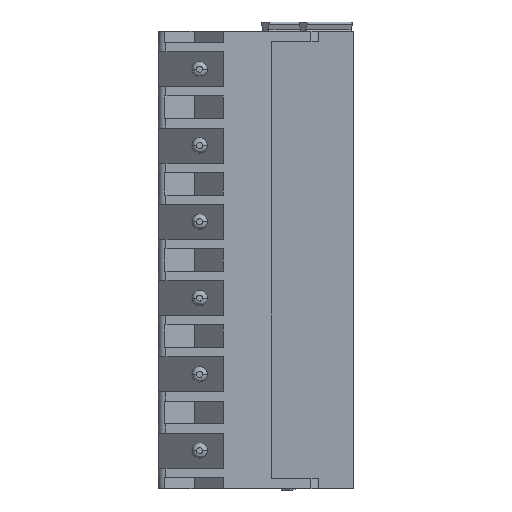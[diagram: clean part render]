
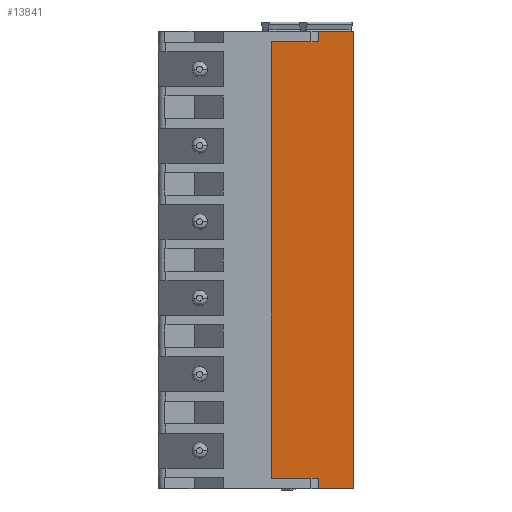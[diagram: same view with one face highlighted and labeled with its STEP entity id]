
A CAD part, front view. The second image highlights one B-rep face of the part: STEP entity #13841.
In plain terms, the highlighted planar face has unit normal (0.82, -0.572, 0).
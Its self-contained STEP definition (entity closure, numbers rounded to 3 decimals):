
#64=DIRECTION('',(0.572,0.82,0.));
#65=VECTOR('',#64,4.018);
#66=CARTESIAN_POINT('',(6.25,4.448,27.5));
#67=LINE('',#66,#65);
#3369=DIRECTION('',(0.572,0.82,0.));
#3370=VECTOR('',#3369,5.425);
#3371=CARTESIAN_POINT('',(3.145,0.,26.8));
#3372=LINE('',#3371,#3370);
#3373=DIRECTION('',(0.,0.,-1.));
#3374=VECTOR('',#3373,0.7);
#3375=CARTESIAN_POINT('',(6.25,4.448,27.5));
#3376=LINE('',#3375,#3374);
#3377=DIRECTION('',(0.,0.,1.));
#3378=VECTOR('',#3377,0.7);
#3379=CARTESIAN_POINT('',(6.25,4.448,-2.5));
#3380=LINE('',#3379,#3378);
#3381=DIRECTION('',(0.572,0.82,0.));
#3382=VECTOR('',#3381,5.425);
#3383=CARTESIAN_POINT('',(3.145,0.,-1.8));
#3384=LINE('',#3383,#3382);
#3385=DIRECTION('',(0.,0.,-1.));
#3386=VECTOR('',#3385,28.6);
#3387=CARTESIAN_POINT('',(3.145,0.,26.8));
#3388=LINE('',#3387,#3386);
#3402=DIRECTION('',(0.,0.,-1.));
#3403=VECTOR('',#3402,30.);
#3404=CARTESIAN_POINT('',(8.55,7.743,27.5));
#3405=LINE('',#3404,#3403);
#3491=DIRECTION('',(0.572,0.82,0.));
#3492=VECTOR('',#3491,4.018);
#3493=CARTESIAN_POINT('',(6.25,4.448,-2.5));
#3494=LINE('',#3493,#3492);
#7608=CARTESIAN_POINT('',(8.55,7.743,27.5));
#7610=VERTEX_POINT('',#7608);
#7632=CARTESIAN_POINT('',(8.55,7.743,-2.5));
#7634=VERTEX_POINT('',#7632);
#8268=CARTESIAN_POINT('',(3.145,0.,-1.8));
#8269=CARTESIAN_POINT('',(6.25,4.448,-1.8));
#8270=VERTEX_POINT('',#8268);
#8271=VERTEX_POINT('',#8269);
#8272=CARTESIAN_POINT('',(6.25,4.448,-2.5));
#8273=VERTEX_POINT('',#8272);
#8282=CARTESIAN_POINT('',(3.145,0.,26.8));
#8283=CARTESIAN_POINT('',(6.25,4.448,26.8));
#8284=VERTEX_POINT('',#8282);
#8285=VERTEX_POINT('',#8283);
#8286=CARTESIAN_POINT('',(6.25,4.448,27.5));
#8287=VERTEX_POINT('',#8286);
#13821=CARTESIAN_POINT('',(3.145,0.,27.5));
#13822=DIRECTION('',(0.82,-0.572,0.));
#13823=DIRECTION('',(0.572,0.82,0.));
#13824=AXIS2_PLACEMENT_3D('',#13821,#13822,#13823);
#13825=PLANE('',#13824);
#13827=ORIENTED_EDGE('',*,*,#13826,.T.);
#13828=ORIENTED_EDGE('',*,*,#13812,.F.);
#13829=ORIENTED_EDGE('',*,*,#9837,.T.);
#13831=ORIENTED_EDGE('',*,*,#13830,.T.);
#13833=ORIENTED_EDGE('',*,*,#13832,.F.);
#13835=ORIENTED_EDGE('',*,*,#13834,.T.);
#13837=ORIENTED_EDGE('',*,*,#13836,.F.);
#13838=ORIENTED_EDGE('',*,*,#13686,.F.);
#13839=EDGE_LOOP('',(#13827,#13828,#13829,#13831,#13833,#13835,#13837,#13838));
#13840=FACE_OUTER_BOUND('',#13839,.F.);
#9837=EDGE_CURVE('',#8287,#7610,#67,.T.);
#13686=EDGE_CURVE('',#8284,#8270,#3388,.T.);
#13812=EDGE_CURVE('',#8287,#8285,#3376,.T.);
#13826=EDGE_CURVE('',#8284,#8285,#3372,.T.);
#13830=EDGE_CURVE('',#7610,#7634,#3405,.T.);
#13832=EDGE_CURVE('',#8273,#7634,#3494,.T.);
#13834=EDGE_CURVE('',#8273,#8271,#3380,.T.);
#13836=EDGE_CURVE('',#8270,#8271,#3384,.T.);
#13841=ADVANCED_FACE('',(#13840),#13825,.T.);
